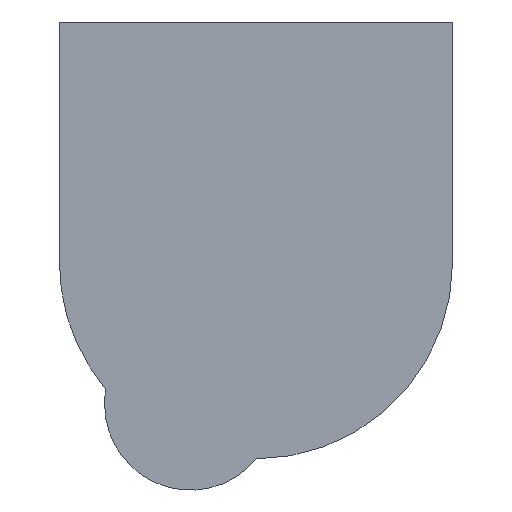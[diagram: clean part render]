
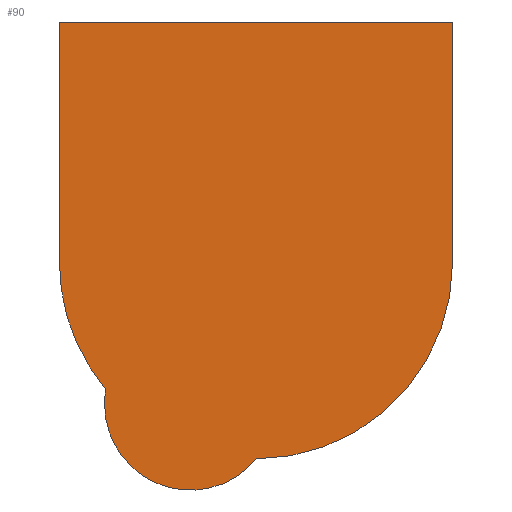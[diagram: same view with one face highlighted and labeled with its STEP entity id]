
A CAD part, left-side view. The second image highlights one B-rep face of the part: STEP entity #90.
In plain terms, the highlighted planar face has unit normal (-1, 0, 0).
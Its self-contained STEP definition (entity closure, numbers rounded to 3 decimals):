
#22 = VERTEX_POINT('',#23);
#23 = CARTESIAN_POINT('',(0.,-4.5,0.));
#40 = VERTEX_POINT('',#41);
#41 = CARTESIAN_POINT('',(0.,-4.5,-5.5));
#47 = EDGE_CURVE('',#22,#40,#48,.T.);
#48 = LINE('',#49,#50);
#49 = CARTESIAN_POINT('',(0.,-4.5,0.));
#50 = VECTOR('',#51,1.);
#51 = DIRECTION('',(0.,0.,-1.));
#71 = VERTEX_POINT('',#72);
#72 = CARTESIAN_POINT('',(0.,-0.018,-10.));
#78 = EDGE_CURVE('',#71,#40,#79,.T.);
#79 = CIRCLE('',#80,4.5);
#80 = AXIS2_PLACEMENT_3D('',#81,#82,#83);
#81 = CARTESIAN_POINT('',(0.,0.,-5.5));
#82 = DIRECTION('',(-1.,0.,0.));
#83 = DIRECTION('',(0.,-1.,0.));
#90 = ADVANCED_FACE('',(#91),#136,.T.);
#91 = FACE_BOUND('',#92,.T.);
#92 = EDGE_LOOP('',(#93,#94,#102,#110,#119,#128,#135));
#93 = ORIENTED_EDGE('',*,*,#47,.F.);
#94 = ORIENTED_EDGE('',*,*,#95,.T.);
#95 = EDGE_CURVE('',#22,#96,#98,.T.);
#96 = VERTEX_POINT('',#97);
#97 = CARTESIAN_POINT('',(0.,4.5,0.));
#98 = LINE('',#99,#100);
#99 = CARTESIAN_POINT('',(0.,0.,0.));
#100 = VECTOR('',#101,1.);
#101 = DIRECTION('',(0.,1.,0.));
#102 = ORIENTED_EDGE('',*,*,#103,.T.);
#103 = EDGE_CURVE('',#96,#104,#106,.T.);
#104 = VERTEX_POINT('',#105);
#105 = CARTESIAN_POINT('',(0.,4.5,-5.5));
#106 = LINE('',#107,#108);
#107 = CARTESIAN_POINT('',(0.,4.5,0.));
#108 = VECTOR('',#109,1.);
#109 = DIRECTION('',(0.,0.,-1.));
#110 = ORIENTED_EDGE('',*,*,#111,.F.);
#111 = EDGE_CURVE('',#112,#104,#114,.T.);
#112 = VERTEX_POINT('',#113);
#113 = CARTESIAN_POINT('',(0.,3.436,-8.406));
#114 = CIRCLE('',#115,4.5);
#115 = AXIS2_PLACEMENT_3D('',#116,#117,#118);
#116 = CARTESIAN_POINT('',(0.,0.,-5.5));
#117 = DIRECTION('',(1.,0.,0.));
#118 = DIRECTION('',(0.,1.,0.));
#119 = ORIENTED_EDGE('',*,*,#120,.T.);
#120 = EDGE_CURVE('',#112,#121,#123,.T.);
#121 = VERTEX_POINT('',#122);
#122 = CARTESIAN_POINT('',(0.,3.466,-8.75));
#123 = CIRCLE('',#124,1.966);
#124 = AXIS2_PLACEMENT_3D('',#125,#126,#127);
#125 = CARTESIAN_POINT('',(0.,1.5,-8.75));
#126 = DIRECTION('',(-1.,0.,0.));
#127 = DIRECTION('',(0.,1.,0.));
#128 = ORIENTED_EDGE('',*,*,#129,.T.);
#129 = EDGE_CURVE('',#121,#71,#130,.T.);
#130 = CIRCLE('',#131,1.966);
#131 = AXIS2_PLACEMENT_3D('',#132,#133,#134);
#132 = CARTESIAN_POINT('',(0.,1.5,-8.75));
#133 = DIRECTION('',(-1.,0.,0.));
#134 = DIRECTION('',(0.,1.,0.));
#135 = ORIENTED_EDGE('',*,*,#78,.T.);
#136 = PLANE('',#137);
#137 = AXIS2_PLACEMENT_3D('',#138,#139,#140);
#138 = CARTESIAN_POINT('',(0.,0.111,-4.564));
#139 = DIRECTION('',(-1.,0.,0.));
#140 = DIRECTION('',(0.,0.,-1.));
